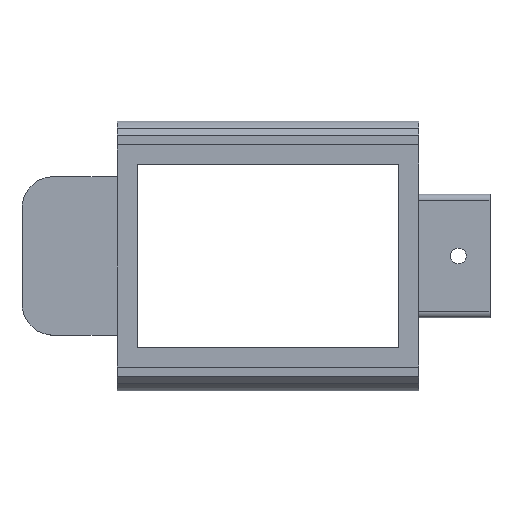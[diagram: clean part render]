
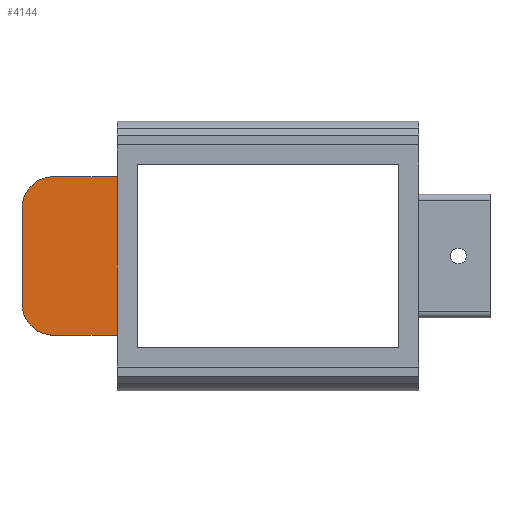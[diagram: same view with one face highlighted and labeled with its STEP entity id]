
A CAD part, top view. The second image highlights one B-rep face of the part: STEP entity #4144.
In plain terms, the highlighted planar face has unit normal (0, 0, 1).
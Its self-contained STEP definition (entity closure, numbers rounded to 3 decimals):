
#193 = VERTEX_POINT('',#194);
#194 = CARTESIAN_POINT('',(-38.,-20.,30.));
#208 = PLANE('',#209);
#209 = AXIS2_PLACEMENT_3D('',#210,#211,#212);
#210 = CARTESIAN_POINT('',(-38.,28.,30.));
#211 = DIRECTION('',(0.,0.,1.));
#212 = DIRECTION('',(1.,0.,0.));
#236 = PLANE('',#237);
#237 = AXIS2_PLACEMENT_3D('',#238,#239,#240);
#238 = CARTESIAN_POINT('',(-38.,-20.,30.));
#239 = DIRECTION('',(0.,-1.,0.));
#240 = DIRECTION('',(0.,0.,-1.));
#277 = VERTEX_POINT('',#278);
#278 = CARTESIAN_POINT('',(-38.,20.,30.));
#292 = PLANE('',#293);
#293 = AXIS2_PLACEMENT_3D('',#294,#295,#296);
#294 = CARTESIAN_POINT('',(-38.,20.,27.));
#295 = DIRECTION('',(0.,1.,0.));
#296 = DIRECTION('',(0.,0.,1.));
#1817 = EDGE_CURVE('',#193,#277,#1818,.T.);
#1818 = SURFACE_CURVE('',#1819,(#1823,#1830),.PCURVE_S1.);
#1819 = LINE('',#1820,#1821);
#1820 = CARTESIAN_POINT('',(-38.,-28.,30.));
#1821 = VECTOR('',#1822,1.);
#1822 = DIRECTION('',(0.,1.,0.));
#1823 = PCURVE('',#208,#1824);
#1824 = DEFINITIONAL_REPRESENTATION('',(#1825),#1829);
#1825 = LINE('',#1826,#1827);
#1826 = CARTESIAN_POINT('',(0.,-56.));
#1827 = VECTOR('',#1828,1.);
#1828 = DIRECTION('',(0.,1.));
#1829 = ( GEOMETRIC_REPRESENTATION_CONTEXT(2) 
PARAMETRIC_REPRESENTATION_CONTEXT() REPRESENTATION_CONTEXT('2D SPACE',''
  ) );
#1830 = PCURVE('',#1831,#1836);
#1831 = PLANE('',#1832);
#1832 = AXIS2_PLACEMENT_3D('',#1833,#1834,#1835);
#1833 = CARTESIAN_POINT('',(-38.,20.,30.));
#1834 = DIRECTION('',(0.,0.,1.));
#1835 = DIRECTION('',(0.,-1.,0.));
#1836 = DEFINITIONAL_REPRESENTATION('',(#1837),#1841);
#1837 = LINE('',#1838,#1839);
#1838 = CARTESIAN_POINT('',(48.,0.));
#1839 = VECTOR('',#1840,1.);
#1840 = DIRECTION('',(-1.,0.));
#1841 = ( GEOMETRIC_REPRESENTATION_CONTEXT(2) 
PARAMETRIC_REPRESENTATION_CONTEXT() REPRESENTATION_CONTEXT('2D SPACE',''
  ) );
#2036 = EDGE_CURVE('',#193,#2037,#2039,.T.);
#2037 = VERTEX_POINT('',#2038);
#2038 = CARTESIAN_POINT('',(-54.,-20.,30.));
#2039 = SURFACE_CURVE('',#2040,(#2044,#2051),.PCURVE_S1.);
#2040 = LINE('',#2041,#2042);
#2041 = CARTESIAN_POINT('',(-38.,-20.,30.));
#2042 = VECTOR('',#2043,1.);
#2043 = DIRECTION('',(-1.,0.,0.));
#2044 = PCURVE('',#236,#2045);
#2045 = DEFINITIONAL_REPRESENTATION('',(#2046),#2050);
#2046 = LINE('',#2047,#2048);
#2047 = CARTESIAN_POINT('',(0.,0.));
#2048 = VECTOR('',#2049,1.);
#2049 = DIRECTION('',(0.,-1.));
#2050 = ( GEOMETRIC_REPRESENTATION_CONTEXT(2) 
PARAMETRIC_REPRESENTATION_CONTEXT() REPRESENTATION_CONTEXT('2D SPACE',''
  ) );
#2051 = PCURVE('',#1831,#2052);
#2052 = DEFINITIONAL_REPRESENTATION('',(#2053),#2057);
#2053 = LINE('',#2054,#2055);
#2054 = CARTESIAN_POINT('',(40.,0.));
#2055 = VECTOR('',#2056,1.);
#2056 = DIRECTION('',(0.,-1.));
#2057 = ( GEOMETRIC_REPRESENTATION_CONTEXT(2) 
PARAMETRIC_REPRESENTATION_CONTEXT() REPRESENTATION_CONTEXT('2D SPACE',''
  ) );
#2075 = CYLINDRICAL_SURFACE('',#2076,8.);
#2076 = AXIS2_PLACEMENT_3D('',#2077,#2078,#2079);
#2077 = CARTESIAN_POINT('',(-54.,-12.,30.));
#2078 = DIRECTION('',(0.,0.,-1.));
#2079 = DIRECTION('',(0.,-1.,0.));
#2136 = VERTEX_POINT('',#2137);
#2137 = CARTESIAN_POINT('',(-54.,20.,30.));
#2151 = CYLINDRICAL_SURFACE('',#2152,8.);
#2152 = AXIS2_PLACEMENT_3D('',#2153,#2154,#2155);
#2153 = CARTESIAN_POINT('',(-54.,12.,27.));
#2154 = DIRECTION('',(0.,0.,1.));
#2155 = DIRECTION('',(0.,1.,0.));
#2163 = EDGE_CURVE('',#277,#2136,#2164,.T.);
#2164 = SURFACE_CURVE('',#2165,(#2169,#2176),.PCURVE_S1.);
#2165 = LINE('',#2166,#2167);
#2166 = CARTESIAN_POINT('',(-38.,20.,30.));
#2167 = VECTOR('',#2168,1.);
#2168 = DIRECTION('',(-1.,0.,0.));
#2169 = PCURVE('',#292,#2170);
#2170 = DEFINITIONAL_REPRESENTATION('',(#2171),#2175);
#2171 = LINE('',#2172,#2173);
#2172 = CARTESIAN_POINT('',(3.,0.));
#2173 = VECTOR('',#2174,1.);
#2174 = DIRECTION('',(0.,-1.));
#2175 = ( GEOMETRIC_REPRESENTATION_CONTEXT(2) 
PARAMETRIC_REPRESENTATION_CONTEXT() REPRESENTATION_CONTEXT('2D SPACE',''
  ) );
#2176 = PCURVE('',#1831,#2177);
#2177 = DEFINITIONAL_REPRESENTATION('',(#2178),#2182);
#2178 = LINE('',#2179,#2180);
#2179 = CARTESIAN_POINT('',(0.,0.));
#2180 = VECTOR('',#2181,1.);
#2181 = DIRECTION('',(0.,-1.));
#2182 = ( GEOMETRIC_REPRESENTATION_CONTEXT(2) 
PARAMETRIC_REPRESENTATION_CONTEXT() REPRESENTATION_CONTEXT('2D SPACE',''
  ) );
#2229 = PLANE('',#2230);
#2230 = AXIS2_PLACEMENT_3D('',#2231,#2232,#2233);
#2231 = CARTESIAN_POINT('',(-62.,20.,30.));
#2232 = DIRECTION('',(-1.,0.,0.));
#2233 = DIRECTION('',(0.,0.,-1.));
#4144 = ADVANCED_FACE('',(#4145),#1831,.T.);
#4145 = FACE_BOUND('',#4146,.T.);
#4146 = EDGE_LOOP('',(#4147,#4148,#4172,#4195,#4221,#4222));
#4147 = ORIENTED_EDGE('',*,*,#2163,.T.);
#4148 = ORIENTED_EDGE('',*,*,#4149,.T.);
#4149 = EDGE_CURVE('',#2136,#4150,#4152,.T.);
#4150 = VERTEX_POINT('',#4151);
#4151 = CARTESIAN_POINT('',(-62.,12.,30.));
#4152 = SURFACE_CURVE('',#4153,(#4158,#4165),.PCURVE_S1.);
#4153 = CIRCLE('',#4154,8.);
#4154 = AXIS2_PLACEMENT_3D('',#4155,#4156,#4157);
#4155 = CARTESIAN_POINT('',(-54.,12.,30.));
#4156 = DIRECTION('',(0.,0.,1.));
#4157 = DIRECTION('',(0.,-1.,0.));
#4158 = PCURVE('',#1831,#4159);
#4159 = DEFINITIONAL_REPRESENTATION('',(#4160),#4164);
#4160 = CIRCLE('',#4161,8.);
#4161 = AXIS2_PLACEMENT_2D('',#4162,#4163);
#4162 = CARTESIAN_POINT('',(8.,-16.));
#4163 = DIRECTION('',(1.,0.));
#4164 = ( GEOMETRIC_REPRESENTATION_CONTEXT(2) 
PARAMETRIC_REPRESENTATION_CONTEXT() REPRESENTATION_CONTEXT('2D SPACE',''
  ) );
#4165 = PCURVE('',#2151,#4166);
#4166 = DEFINITIONAL_REPRESENTATION('',(#4167),#4171);
#4167 = LINE('',#4168,#4169);
#4168 = CARTESIAN_POINT('',(-3.142,3.));
#4169 = VECTOR('',#4170,1.);
#4170 = DIRECTION('',(1.,0.));
#4171 = ( GEOMETRIC_REPRESENTATION_CONTEXT(2) 
PARAMETRIC_REPRESENTATION_CONTEXT() REPRESENTATION_CONTEXT('2D SPACE',''
  ) );
#4172 = ORIENTED_EDGE('',*,*,#4173,.T.);
#4173 = EDGE_CURVE('',#4150,#4174,#4176,.T.);
#4174 = VERTEX_POINT('',#4175);
#4175 = CARTESIAN_POINT('',(-62.,-12.,30.));
#4176 = SURFACE_CURVE('',#4177,(#4181,#4188),.PCURVE_S1.);
#4177 = LINE('',#4178,#4179);
#4178 = CARTESIAN_POINT('',(-62.,20.,30.));
#4179 = VECTOR('',#4180,1.);
#4180 = DIRECTION('',(0.,-1.,0.));
#4181 = PCURVE('',#1831,#4182);
#4182 = DEFINITIONAL_REPRESENTATION('',(#4183),#4187);
#4183 = LINE('',#4184,#4185);
#4184 = CARTESIAN_POINT('',(0.,-24.));
#4185 = VECTOR('',#4186,1.);
#4186 = DIRECTION('',(1.,0.));
#4187 = ( GEOMETRIC_REPRESENTATION_CONTEXT(2) 
PARAMETRIC_REPRESENTATION_CONTEXT() REPRESENTATION_CONTEXT('2D SPACE',''
  ) );
#4188 = PCURVE('',#2229,#4189);
#4189 = DEFINITIONAL_REPRESENTATION('',(#4190),#4194);
#4190 = LINE('',#4191,#4192);
#4191 = CARTESIAN_POINT('',(0.,0.));
#4192 = VECTOR('',#4193,1.);
#4193 = DIRECTION('',(0.,1.));
#4194 = ( GEOMETRIC_REPRESENTATION_CONTEXT(2) 
PARAMETRIC_REPRESENTATION_CONTEXT() REPRESENTATION_CONTEXT('2D SPACE',''
  ) );
#4195 = ORIENTED_EDGE('',*,*,#4196,.F.);
#4196 = EDGE_CURVE('',#2037,#4174,#4197,.T.);
#4197 = SURFACE_CURVE('',#4198,(#4203,#4214),.PCURVE_S1.);
#4198 = CIRCLE('',#4199,8.);
#4199 = AXIS2_PLACEMENT_3D('',#4200,#4201,#4202);
#4200 = CARTESIAN_POINT('',(-54.,-12.,30.));
#4201 = DIRECTION('',(0.,0.,-1.));
#4202 = DIRECTION('',(0.,1.,0.));
#4203 = PCURVE('',#1831,#4204);
#4204 = DEFINITIONAL_REPRESENTATION('',(#4205),#4213);
#4205 = ( BOUNDED_CURVE() B_SPLINE_CURVE(2,(#4206,#4207,#4208,#4209,
#4210,#4211,#4212),.UNSPECIFIED.,.F.,.F.) B_SPLINE_CURVE_WITH_KNOTS((1,2
    ,2,2,2,1),(-2.094,0.,2.094,4.189,
6.283,8.378),.UNSPECIFIED.) CURVE() 
GEOMETRIC_REPRESENTATION_ITEM() RATIONAL_B_SPLINE_CURVE((1.,0.5,1.,0.5,
1.,0.5,1.)) REPRESENTATION_ITEM('') );
#4206 = CARTESIAN_POINT('',(24.,-16.));
#4207 = CARTESIAN_POINT('',(24.,-2.144));
#4208 = CARTESIAN_POINT('',(36.,-9.072));
#4209 = CARTESIAN_POINT('',(48.,-16.));
#4210 = CARTESIAN_POINT('',(36.,-22.928));
#4211 = CARTESIAN_POINT('',(24.,-29.856));
#4212 = CARTESIAN_POINT('',(24.,-16.));
#4213 = ( GEOMETRIC_REPRESENTATION_CONTEXT(2) 
PARAMETRIC_REPRESENTATION_CONTEXT() REPRESENTATION_CONTEXT('2D SPACE',''
  ) );
#4214 = PCURVE('',#2075,#4215);
#4215 = DEFINITIONAL_REPRESENTATION('',(#4216),#4220);
#4216 = LINE('',#4217,#4218);
#4217 = CARTESIAN_POINT('',(-3.142,0.));
#4218 = VECTOR('',#4219,1.);
#4219 = DIRECTION('',(1.,0.));
#4220 = ( GEOMETRIC_REPRESENTATION_CONTEXT(2) 
PARAMETRIC_REPRESENTATION_CONTEXT() REPRESENTATION_CONTEXT('2D SPACE',''
  ) );
#4221 = ORIENTED_EDGE('',*,*,#2036,.F.);
#4222 = ORIENTED_EDGE('',*,*,#1817,.T.);
